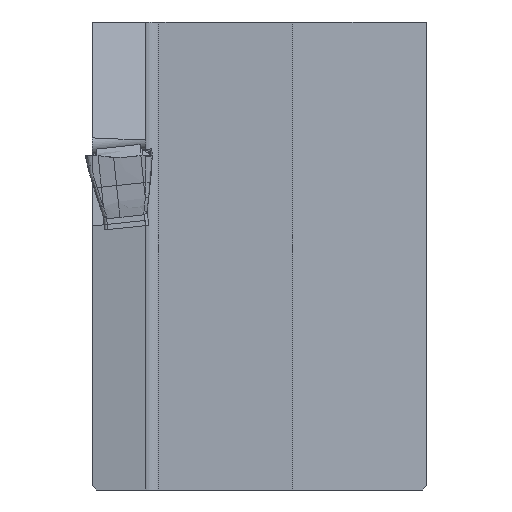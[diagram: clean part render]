
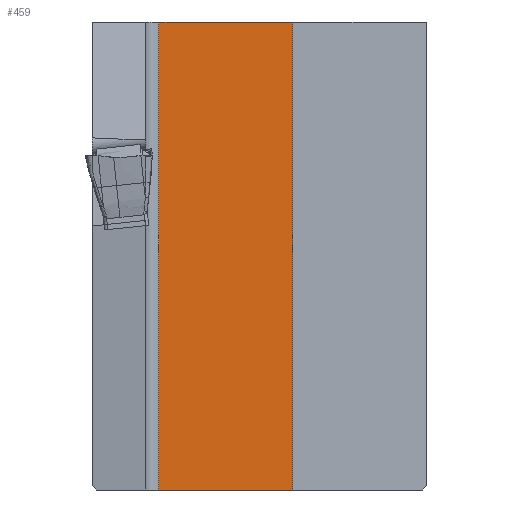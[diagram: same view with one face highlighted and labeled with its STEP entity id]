
A CAD part, left-side view. The second image highlights one B-rep face of the part: STEP entity #459.
In plain terms, the highlighted planar face has unit normal (-1, 0, 0).
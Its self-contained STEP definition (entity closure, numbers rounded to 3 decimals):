
#459=ADVANCED_FACE('',(#615),#584,.F.);
#584=PLANE('',#2552);
#615=FACE_OUTER_BOUND('',#740,.T.);
#740=EDGE_LOOP('',(#946,#947,#948,#949));
#946=ORIENTED_EDGE('',*,*,#1934,.F.);
#947=ORIENTED_EDGE('',*,*,#1965,.T.);
#948=ORIENTED_EDGE('',*,*,#1955,.T.);
#949=ORIENTED_EDGE('',*,*,#1966,.T.);
#1659=VERTEX_POINT('',#2845);
#1660=VERTEX_POINT('',#2847);
#1675=VERTEX_POINT('',#2887);
#1676=VERTEX_POINT('',#2889);
#1934=EDGE_CURVE('',#1659,#1660,#2320,.T.);
#1955=EDGE_CURVE('',#1676,#1675,#2340,.T.);
#1965=EDGE_CURVE('',#1659,#1676,#2349,.T.);
#1966=EDGE_CURVE('',#1675,#1660,#2350,.T.);
#2320=LINE('',#2846,#2423);
#2340=LINE('',#2888,#2443);
#2349=LINE('',#2907,#2452);
#2350=LINE('',#2908,#2453);
#2423=VECTOR('',#2615,1.);
#2443=VECTOR('',#2647,1.);
#2452=VECTOR('',#2674,1.);
#2453=VECTOR('',#2675,1.);
#2552=AXIS2_PLACEMENT_3D('',#2909,#2676,#2677);
#2615=DIRECTION('',(0.,-1.,0.));
#2647=DIRECTION('',(0.,-1.,0.));
#2674=DIRECTION('',(0.,0.,-1.));
#2675=DIRECTION('',(0.,0.,1.));
#2676=DIRECTION('',(1.,0.,0.));
#2677=DIRECTION('',(0.,0.,-1.));
#2845=CARTESIAN_POINT('',(26.,-5.,10.));
#2846=CARTESIAN_POINT('',(26.,-30.,10.));
#2847=CARTESIAN_POINT('',(26.,-15.,10.));
#2887=CARTESIAN_POINT('',(26.,-15.,-25.));
#2888=CARTESIAN_POINT('',(26.,-30.,-25.));
#2889=CARTESIAN_POINT('',(26.,-5.,-25.));
#2907=CARTESIAN_POINT('',(26.,-5.,10.));
#2908=CARTESIAN_POINT('',(26.,-15.,-30.));
#2909=CARTESIAN_POINT('',(26.,-30.,-25.));
